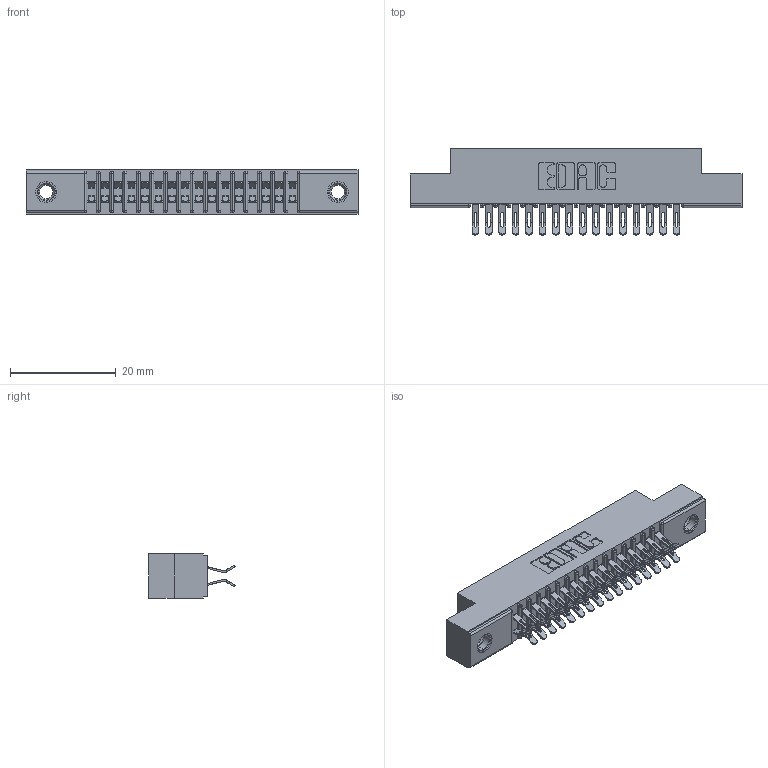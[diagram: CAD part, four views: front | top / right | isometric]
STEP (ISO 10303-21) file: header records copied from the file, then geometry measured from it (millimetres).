
FILE_DESCRIPTION (( 'STEP AP203' ), '1' );
FILE_NAME ('341-032-555-207.STEP', '2018-08-06T21:05:56', ( '' ), ( '' ), 'SwSTEP 2.0', 'SolidWorks 2016', '' );
FILE_SCHEMA (( 'CONFIG_CONTROL_DESIGN' ));
Length unit declared in the file: inch
Products named in the file (4): 341 Part_.156 (3.96) Dia Mounting Holes; 341-292-001_341-292-155; 345-250-001_345-250-005-103; 341-032-555-207
Assembly tree (35 placements, depth 2):
  341-032-555-207
    341 Part_.156 (3.96) Dia Mounting Holes
    341-292-001_341-292-155  x32
    345-250-001_345-250-005-103  x2
Bounding box: 62.87 x 16.31 x 8.38 mm (x, y, z)
Volume: 3622.5 mm3; surface area: 7463.5 mm2
Topology: 35 solids, 35 shells, 2672 faces, 7924 edges, 5154 vertices
Faces by surface type: plane 1444, cylinder 1148, sphere 34, torus 34, cone 12
Entity records: 24482 total; most frequent: CARTESIAN_POINT 4069, ORIENTED_EDGE 4024, DIRECTION 3968, EDGE_CURVE 2012, VECTOR 1578, LINE 1578, VERTEX_POINT 1280, AXIS2_PLACEMENT_3D 1195
